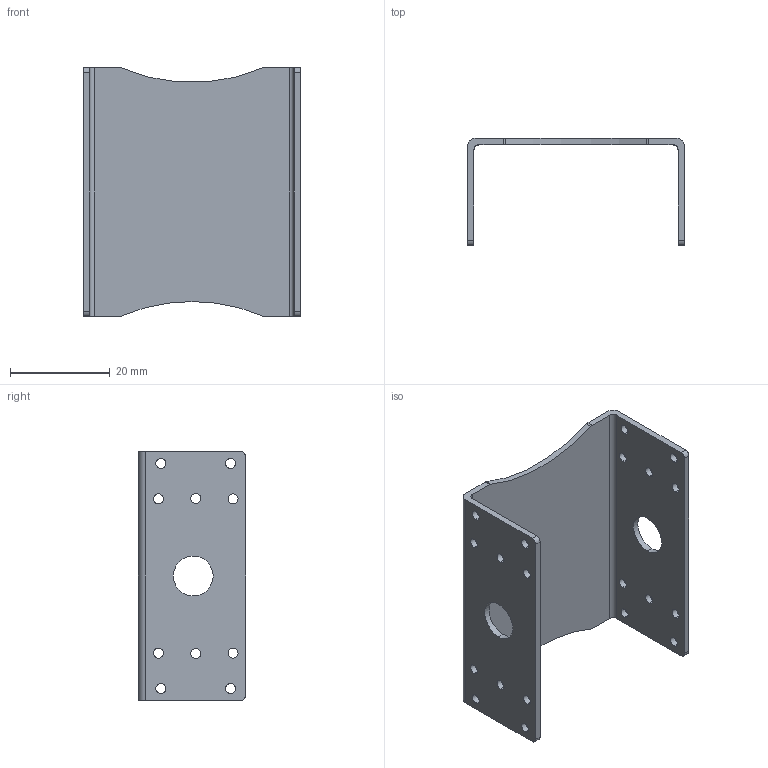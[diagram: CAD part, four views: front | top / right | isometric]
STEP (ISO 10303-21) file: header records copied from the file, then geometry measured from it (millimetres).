
FILE_DESCRIPTION (( 'STEP AP203' ), '1' );
FILE_NAME ('苤U蟀諉璃.STEP', '2025-05-06T02:26:17', ( '' ), ( '' ), 'SwSTEP 2.0', 'SolidWorks 2024', '' );
FILE_SCHEMA (( 'CONFIG_CONTROL_DESIGN' ));
Length unit declared in the file: millimetre
Products named in the file (1): 小U连接件
Bounding box: 43.5 x 21.5 x 50 mm (x, y, z)
Volume: 4872.8 mm3; surface area: 8285.8 mm2
Topology: 1 solids, 1 shells, 71 faces, 207 edges, 138 vertices
Faces by surface type: cylinder 59, plane 12
Entity records: 2584 total; most frequent: DIRECTION 469, CARTESIAN_POINT 417, ORIENTED_EDGE 414, EDGE_CURVE 207, AXIS2_PLACEMENT_3D 190, VERTEX_POINT 138, CIRCLE 118, EDGE_LOOP 115
